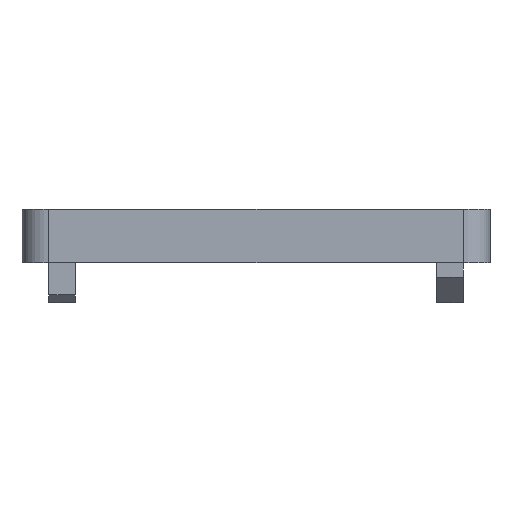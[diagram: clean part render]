
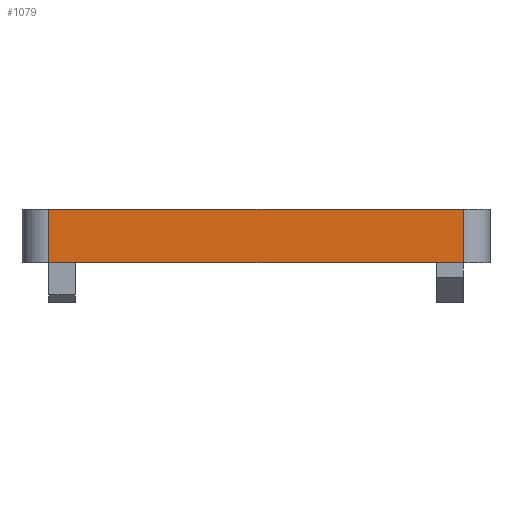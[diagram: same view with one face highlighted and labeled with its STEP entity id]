
A CAD part, left-side view. The second image highlights one B-rep face of the part: STEP entity #1079.
In plain terms, the highlighted planar face has unit normal (-1, 0, 0).
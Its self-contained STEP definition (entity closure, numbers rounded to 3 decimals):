
#156=CARTESIAN_POINT('',(-6.2,27.,4.));
#157=VERTEX_POINT('',#156);
#165=CARTESIAN_POINT('',(-6.2,-4.,4.));
#166=VERTEX_POINT('',#165);
#167=CARTESIAN_POINT('',(-6.2,27.,4.));
#168=DIRECTION('',(-0.,-1.,0.));
#169=VECTOR('',#168,31.);
#170=LINE('',#167,#169);
#171=EDGE_CURVE('',#157,#166,#170,.T.);
#1049=CARTESIAN_POINT('',(-6.2,10.5,4.));
#1050=DIRECTION('',(1.,-0.,0.));
#1051=DIRECTION('',(0.,1.,0.));
#1052=AXIS2_PLACEMENT_3D('',#1049,#1050,#1051);
#1053=PLANE('',#1052);
#1054=CARTESIAN_POINT('',(-6.2,27.,-0.));
#1055=VERTEX_POINT('',#1054);
#1056=CARTESIAN_POINT('',(-6.2,-4.,-0.));
#1057=VERTEX_POINT('',#1056);
#1058=CARTESIAN_POINT('',(-6.2,27.,-0.));
#1059=DIRECTION('',(-0.,-1.,0.));
#1060=VECTOR('',#1059,31.);
#1061=LINE('',#1058,#1060);
#1062=EDGE_CURVE('',#1055,#1057,#1061,.T.);
#1063=ORIENTED_EDGE('',*,*,#1062,.T.);
#1064=CARTESIAN_POINT('',(-6.2,-4.,-0.));
#1065=DIRECTION('',(-0.,-0.,1.));
#1066=VECTOR('',#1065,4.);
#1067=LINE('',#1064,#1066);
#1068=EDGE_CURVE('',#1057,#166,#1067,.T.);
#1069=ORIENTED_EDGE('',*,*,#1068,.T.);
#1070=ORIENTED_EDGE('',*,*,#171,.F.);
#1071=CARTESIAN_POINT('',(-6.2,27.,4.));
#1072=DIRECTION('',(0.,0.,-1.));
#1073=VECTOR('',#1072,4.);
#1074=LINE('',#1071,#1073);
#1075=EDGE_CURVE('',#157,#1055,#1074,.T.);
#1076=ORIENTED_EDGE('',*,*,#1075,.T.);
#1077=EDGE_LOOP('',(#1063,#1069,#1070,#1076));
#1078=FACE_BOUND('',#1077,.T.);
#1079=ADVANCED_FACE('',(#1078),#1053,.F.);
